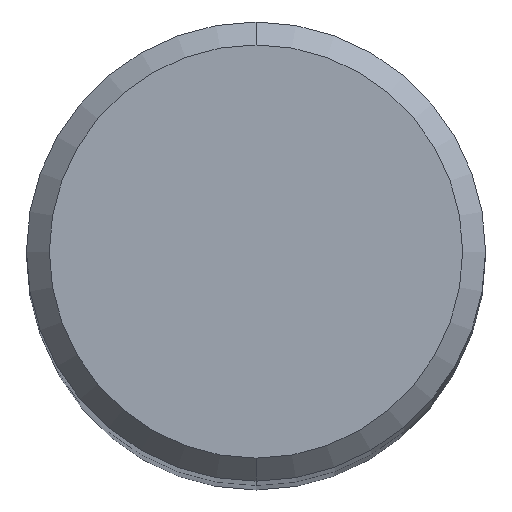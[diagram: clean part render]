
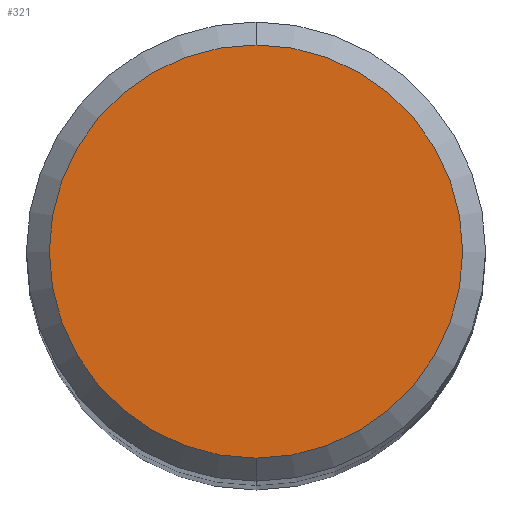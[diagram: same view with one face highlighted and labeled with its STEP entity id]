
A CAD part, top view. The second image highlights one B-rep face of the part: STEP entity #321.
In plain terms, the highlighted planar face has unit normal (0, 0, 1).
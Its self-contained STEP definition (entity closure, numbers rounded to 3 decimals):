
#321=ADVANCED_FACE('',(#631),#632,.T.);
#351=VERTEX_POINT('',#663);
#391=VERTEX_POINT('',#708);
#407=EDGE_CURVE('',#391,#351,#725,.T.);
#425=EDGE_CURVE('',#351,#391,#744,.T.);
#631=FACE_OUTER_BOUND('',#1141,.T.);
#632=PLANE('',#1142);
#663=CARTESIAN_POINT('',(0.,-3.6,41.913));
#708=CARTESIAN_POINT('',(0.0,3.6,41.913));
#725=CIRCLE('',#1286,3.6);
#744=CIRCLE('',#1364,3.6);
#1141=EDGE_LOOP('',(#1623,#1624));
#1142=AXIS2_PLACEMENT_3D('',#1625,#1626,#1627);
#1286=AXIS2_PLACEMENT_3D('',#1722,#1723,#1724);
#1364=AXIS2_PLACEMENT_3D('',#1736,#1737,#1738);
#1623=ORIENTED_EDGE('',*,*,#407,.F.);
#1624=ORIENTED_EDGE('',*,*,#425,.F.);
#1625=CARTESIAN_POINT('',(0.0,1.8,41.913));
#1626=DIRECTION('',(-0.0,0.0,1.0));
#1627=DIRECTION('',(0.0,-1.0,0.0));
#1722=CARTESIAN_POINT('',(0.0,0.0,41.913));
#1723=DIRECTION('',(0.0,0.0,-1.0));
#1724=DIRECTION('',(0.0,1.0,0.0));
#1736=CARTESIAN_POINT('',(0.0,0.0,41.913));
#1737=DIRECTION('',(0.0,0.0,-1.0));
#1738=DIRECTION('',(0.0,1.0,0.0));
